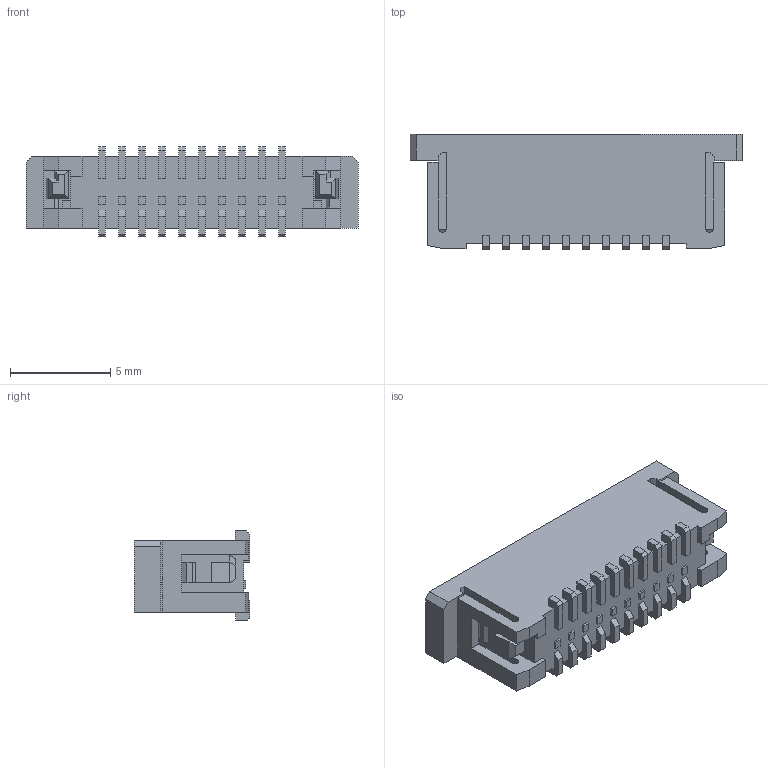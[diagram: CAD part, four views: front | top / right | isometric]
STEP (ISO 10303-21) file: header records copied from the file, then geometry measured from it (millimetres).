
FILE_DESCRIPTION((''),'2;1');
FILE_NAME('526101072','2019-06-21T',('gga'),(''),'PRO/ENGINEER BY PARAMETRIC TECHNOLOGY CORPORATION, 2016010','PRO/ENGINEER BY PARAMETRIC TECHNOLOGY CORPORATION, 2016010','');
FILE_SCHEMA(('CONFIG_CONTROL_DESIGN'));
Length unit declared in the file: millimetre
Products named in the file (1): 526101072
Bounding box: 16.6 x 5.75 x 4.5 mm (x, y, z)
Volume: 264.1 mm3; surface area: 620.8 mm2
Topology: 1 solids, 1 shells, 421 faces, 1337 edges, 906 vertices
Faces by surface type: plane 396, cylinder 25
Entity records: 14470 total; most frequent: CARTESIAN_POINT 2597, ORIENTED_EDGE 2514, DIRECTION 2227, VECTOR 1287, LINE 1287, EDGE_CURVE 1257, VERTEX_POINT 826, AXIS2_PLACEMENT_3D 470
